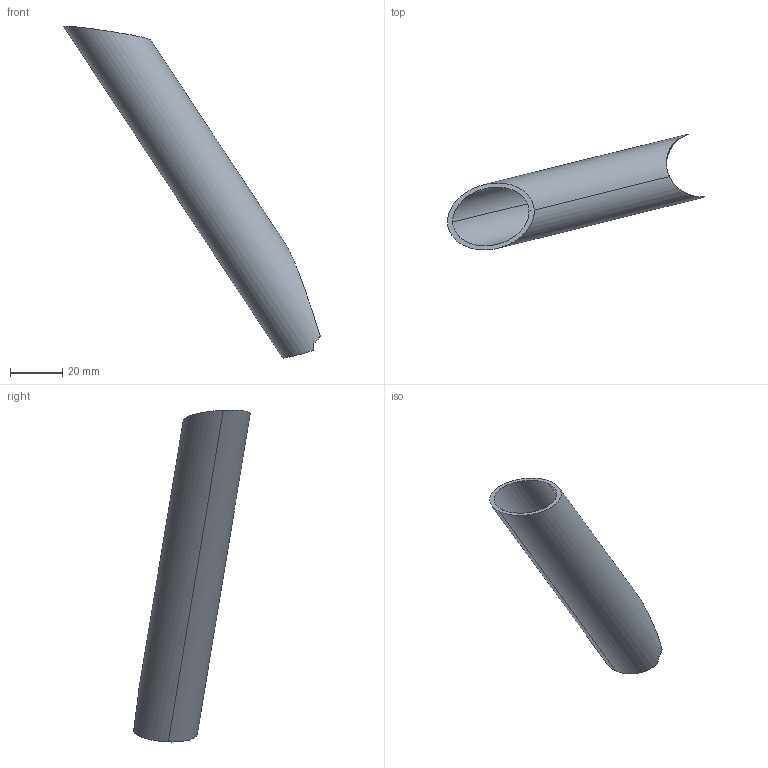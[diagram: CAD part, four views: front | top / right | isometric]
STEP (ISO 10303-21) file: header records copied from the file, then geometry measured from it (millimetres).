
FILE_DESCRIPTION(('STEP AP214'),'1');
FILE_NAME('60.stp','2018-02-08T15:13:21',(' '),(' '),'Spatial InterOp 3D',' ',' ');
FILE_SCHEMA(('automotive_design'));
Length unit declared in the file: metre
Products named in the file (1): Corps1
Bounding box: 98.65 x 44.71 x 127.48 mm (x, y, z)
Volume: 14480 mm3; surface area: 19803.4 mm2
Topology: 1 solids, 1 shells, 9 faces, 28 edges, 20 vertices
Faces by surface type: cylinder 7, plane 2
Entity records: 1247 total; most frequent: CARTESIAN_POINT 907, ORIENTED_EDGE 56, DIRECTION 44, EDGE_CURVE 28, VERTEX_POINT 20, AXIS2_PLACEMENT_3D 19, B_SPLINE_CURVE_WITH_KNOTS 13, STYLED_ITEM 10
